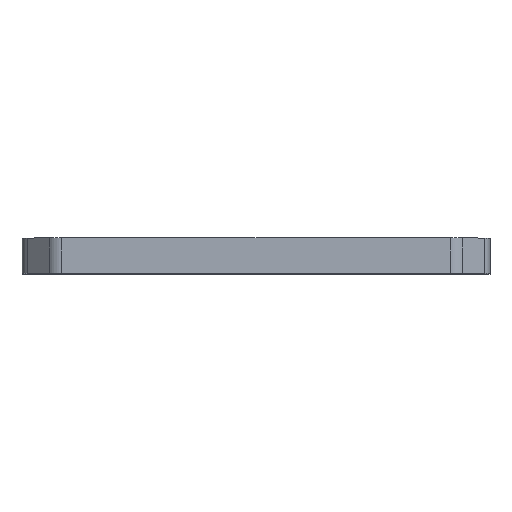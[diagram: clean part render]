
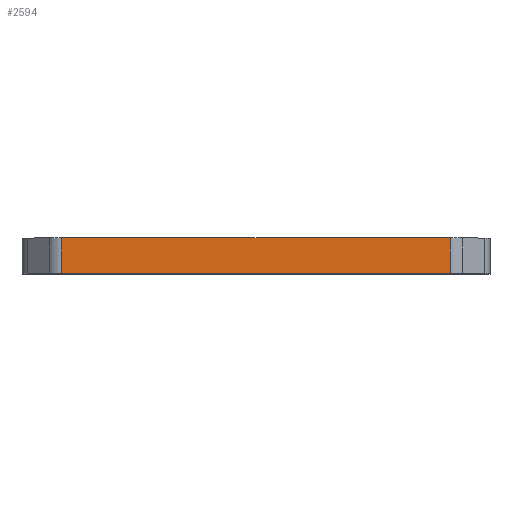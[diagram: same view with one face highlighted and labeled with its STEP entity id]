
A CAD part, top view. The second image highlights one B-rep face of the part: STEP entity #2594.
In plain terms, the highlighted planar face has unit normal (0, 0, 1).
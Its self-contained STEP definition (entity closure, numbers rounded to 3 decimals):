
#136=PLANE('',#2905);
#267=FACE_OUTER_BOUND('',#464,.T.);
#464=EDGE_LOOP('',(#2363,#2364,#2365,#2366));
#480=LINE('',#3769,#685);
#512=LINE('',#3957,#717);
#671=LINE('',#4455,#876);
#672=LINE('',#4457,#877);
#685=VECTOR('',#2969,10.);
#717=VECTOR('',#3127,10.);
#876=VECTOR('',#3698,10.);
#877=VECTOR('',#3701,10.);
#1058=VERTEX_POINT('',#3767);
#1059=VERTEX_POINT('',#3768);
#1151=VERTEX_POINT('',#3955);
#1152=VERTEX_POINT('',#3956);
#1308=EDGE_CURVE('',#1058,#1059,#480,.T.);
#1402=EDGE_CURVE('',#1151,#1152,#512,.T.);
#1649=EDGE_CURVE('',#1058,#1152,#671,.T.);
#1650=EDGE_CURVE('',#1059,#1151,#672,.T.);
#2363=ORIENTED_EDGE('',*,*,#1308,.F.);
#2364=ORIENTED_EDGE('',*,*,#1649,.T.);
#2365=ORIENTED_EDGE('',*,*,#1402,.F.);
#2366=ORIENTED_EDGE('',*,*,#1650,.F.);
#2594=ADVANCED_FACE('',(#267),#136,.T.);
#2905=AXIS2_PLACEMENT_3D('',#4456,#3699,#3700);
#2969=DIRECTION('',(1.,0.,0.));
#3127=DIRECTION('',(-1.,0.,0.));
#3698=DIRECTION('',(0.,-1.,0.));
#3699=DIRECTION('center_axis',(0.,0.,
1.));
#3700=DIRECTION('ref_axis',(-1.,0.,0.));
#3701=DIRECTION('',(0.,-1.,0.));
#3767=CARTESIAN_POINT('',(-26.586,26.45,70.008));
#3768=CARTESIAN_POINT('',(6.586,26.45,70.008));
#3769=CARTESIAN_POINT('',(-26.586,26.45,70.008));
#3955=CARTESIAN_POINT('',(6.586,23.45,70.008));
#3956=CARTESIAN_POINT('',(-26.586,23.45,70.008));
#3957=CARTESIAN_POINT('',(-26.586,23.45,70.008));
#4455=CARTESIAN_POINT('',(-26.586,26.45,70.008));
#4456=CARTESIAN_POINT('Origin',(-19.001,26.45,70.008));
#4457=CARTESIAN_POINT('',(6.586,26.45,70.008));
